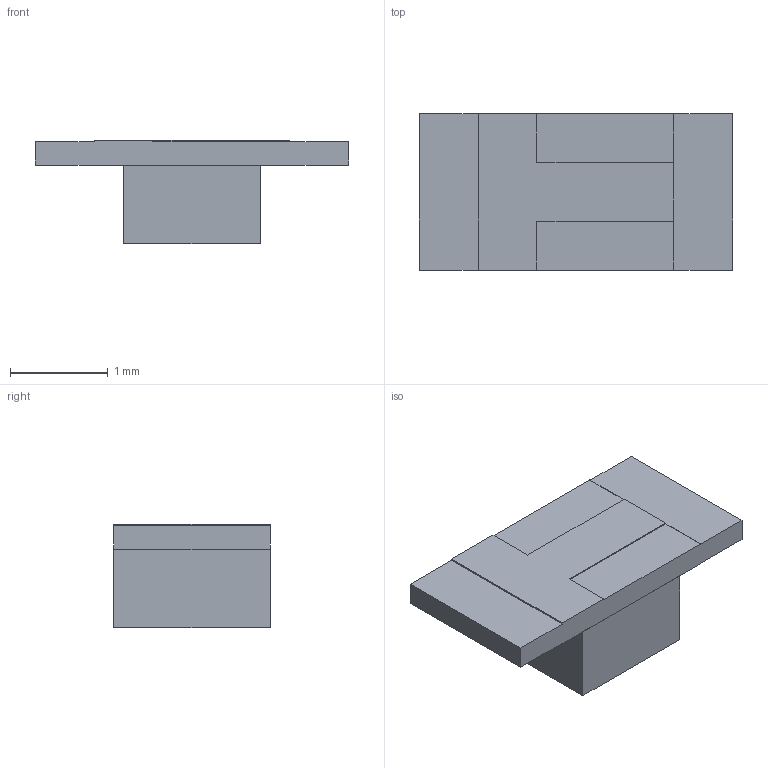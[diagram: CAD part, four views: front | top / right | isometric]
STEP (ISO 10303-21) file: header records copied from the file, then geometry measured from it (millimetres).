
FILE_DESCRIPTION(/* description */ (''),/* implementation_level */ '2;1');
FILE_NAME(/* name */ 'KPTR-3216SURCK.step',/* time_stamp */ '2024-03-16T17:07:36+01:00',/* author */ (''),/* organization */ (''),/* preprocessor_version */ 'ST-DEVELOPER v20',/* originating_system */ 'Autodesk Translation Framework v12.20.1.177',/* authorisation */ '');
FILE_SCHEMA (('AUTOMOTIVE_DESIGN { 1 0 10303 214 3 1 1 }'));
Length unit declared in the file: millimetre
Products named in the file (3): KPTR-3216SURCK; Base; Bulb
Assembly tree (2 placements, depth 2):
  KPTR-3216SURCK
    Base
    Bulb
Bounding box: 3.2 x 1.6 x 1.06 mm (x, y, z)
Volume: 3.1 mm3; surface area: 22 mm2
Topology: 2 solids, 2 shells, 26 faces, 66 edges, 44 vertices
Faces by surface type: plane 26
Entity records: 891 total; most frequent: CARTESIAN_POINT 141, ORIENTED_EDGE 132, DIRECTION 128, LINE 66, VECTOR 66, EDGE_CURVE 66, VERTEX_POINT 44, AXIS2_PLACEMENT_3D 31
